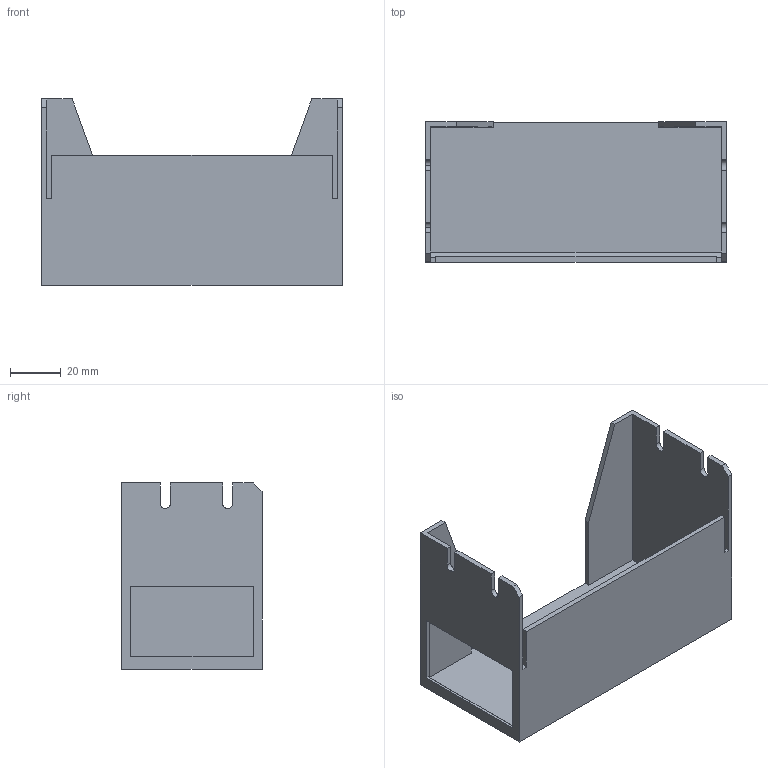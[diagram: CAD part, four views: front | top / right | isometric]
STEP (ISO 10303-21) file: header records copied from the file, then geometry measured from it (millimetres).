
FILE_DESCRIPTION (( 'STEP AP203' ), '1' );
FILE_NAME ('power supply cover.STEP', '2018-01-07T21:30:58', ( '' ), ( '' ), 'SwSTEP 2.0', 'SolidWorks 2017', '' );
FILE_SCHEMA (( 'CONFIG_CONTROL_DESIGN' ));
Length unit declared in the file: millimetre
Products named in the file (1): power supply cover
Bounding box: 118 x 55 x 73 mm (x, y, z)
Volume: 48567.7 mm3; surface area: 43686.5 mm2
Topology: 1 solids, 1 shells, 65 faces, 177 edges, 114 vertices
Faces by surface type: plane 59, cylinder 6
Entity records: 2088 total; most frequent: CARTESIAN_POINT 357, ORIENTED_EDGE 354, DIRECTION 321, EDGE_CURVE 177, LINE 165, VECTOR 165, VERTEX_POINT 114, AXIS2_PLACEMENT_3D 78
